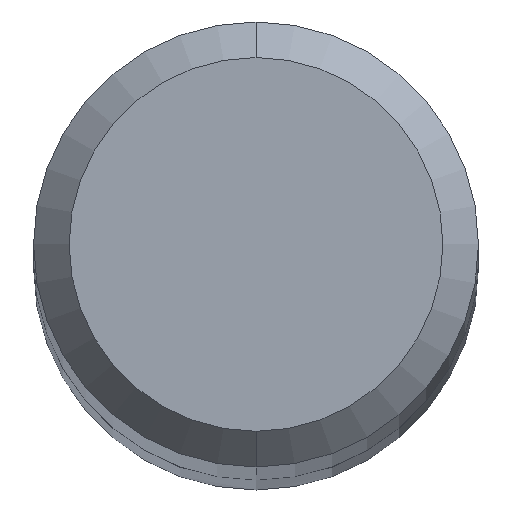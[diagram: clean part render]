
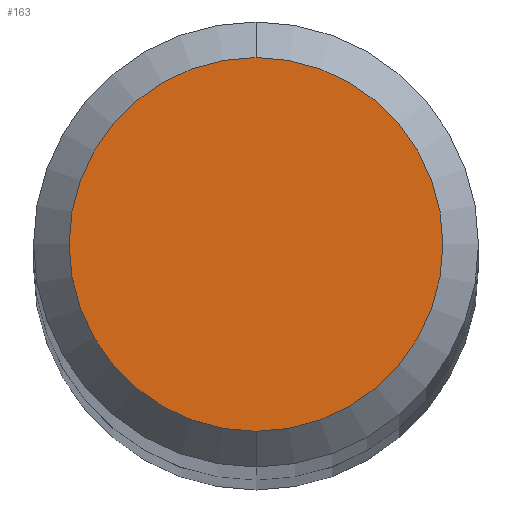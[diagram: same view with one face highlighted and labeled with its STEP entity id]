
A CAD part, top view. The second image highlights one B-rep face of the part: STEP entity #163.
In plain terms, the highlighted planar face has unit normal (0, 0, 1).
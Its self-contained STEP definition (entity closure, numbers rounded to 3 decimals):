
#163=ADVANCED_FACE('',(#434),#435,.T.);
#235=EDGE_CURVE('',#397,#401,#515,.T.);
#317=EDGE_CURVE('',#401,#397,#605,.T.);
#397=VERTEX_POINT('',#692);
#401=VERTEX_POINT('',#696);
#434=FACE_OUTER_BOUND('',#724,.T.);
#435=PLANE('',#725);
#515=CIRCLE('',#946,1.05);
#605=CIRCLE('',#1153,1.05);
#692=CARTESIAN_POINT('',(0.,-1.05,40.0));
#696=CARTESIAN_POINT('',(0.0,1.05,40.0));
#724=EDGE_LOOP('',(#1369,#1370));
#725=AXIS2_PLACEMENT_3D('',#1371,#1372,#1373);
#946=AXIS2_PLACEMENT_3D('',#1463,#1464,#1465);
#1153=AXIS2_PLACEMENT_3D('',#1565,#1566,#1567);
#1369=ORIENTED_EDGE('',*,*,#317,.F.);
#1370=ORIENTED_EDGE('',*,*,#235,.F.);
#1371=CARTESIAN_POINT('',(0.0,0.525,40.0));
#1372=DIRECTION('',(0.0,0.0,1.0));
#1373=DIRECTION('',(0.0,-1.0,0.0));
#1463=CARTESIAN_POINT('',(0.0,0.0,40.0));
#1464=DIRECTION('',(0.0,0.0,-1.0));
#1465=DIRECTION('',(0.0,1.0,0.0));
#1565=CARTESIAN_POINT('',(0.0,0.0,40.0));
#1566=DIRECTION('',(0.0,0.0,-1.0));
#1567=DIRECTION('',(0.0,1.0,0.0));
